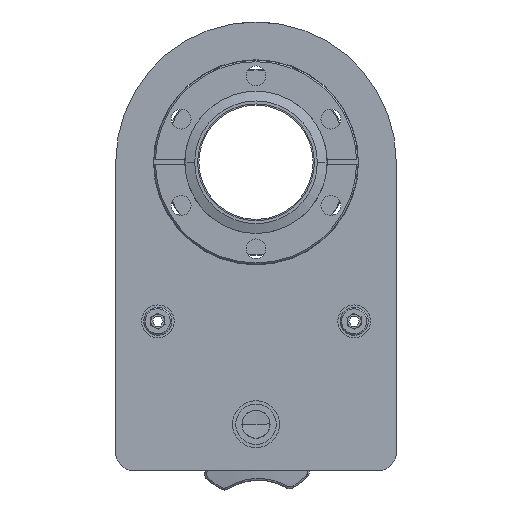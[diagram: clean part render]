
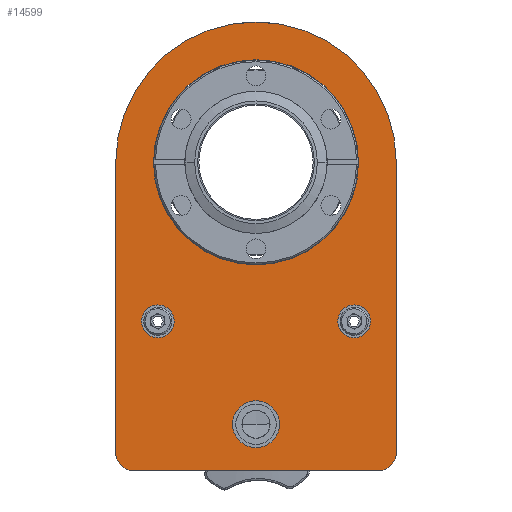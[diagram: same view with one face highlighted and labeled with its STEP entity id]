
A CAD part, front view. The second image highlights one B-rep face of the part: STEP entity #14599.
In plain terms, the highlighted planar face has unit normal (0, -1, 0).
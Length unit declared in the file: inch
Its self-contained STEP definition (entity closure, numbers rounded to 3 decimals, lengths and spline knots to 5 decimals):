
#24 = CARTESIAN_POINT ( 'NONE',  ( 0., 0.209, -3.5 ) ) ;
#83 = DIRECTION ( 'NONE',  ( -1., 0., 0. ) ) ;
#698 = DIRECTION ( 'NONE',  ( 1., 0., 0. ) ) ;
#1219 = ORIENTED_EDGE ( 'NONE', *, *, #7627, .T. ) ;
#1239 = CIRCLE ( 'NONE', #8690, 0.21875 ) ;
#1323 = LINE ( 'NONE', #4139, #13038 ) ;
#1548 = DIRECTION ( 'NONE',  ( -1., 0., 0. ) ) ;
#1852 = AXIS2_PLACEMENT_3D ( 'NONE', #19012, #9833, #698 ) ;
#2323 = CIRCLE ( 'NONE', #12016, 0.25 ) ;
#2544 = VECTOR ( 'NONE', #11139, 39.37008 ) ;
#2556 = DIRECTION ( 'NONE',  ( 0., 1., 0. ) ) ;
#2790 = CARTESIAN_POINT ( 'NONE',  ( 0., 0.209, 0. ) ) ;
#3072 = ORIENTED_EDGE ( 'NONE', *, *, #15081, .F. ) ;
#3149 = EDGE_LOOP ( 'NONE', ( #13827, #3999 ) ) ;
#3284 = CARTESIAN_POINT ( 'NONE',  ( 0., 0.209, -3.5 ) ) ;
#3315 = DIRECTION ( 'NONE',  ( 0., -1., 0. ) ) ;
#3327 = EDGE_CURVE ( 'NONE', #10395, #13860, #17842, .T. ) ;
#3913 = AXIS2_PLACEMENT_3D ( 'NONE', #24, #10683, #1548 ) ;
#3999 = ORIENTED_EDGE ( 'NONE', *, *, #11293, .T. ) ;
#4081 = DIRECTION ( 'NONE',  ( 0., 1., 0. ) ) ;
#4139 = CARTESIAN_POINT ( 'NONE',  ( -1.875, 0.209, 0. ) ) ;
#4149 = ORIENTED_EDGE ( 'NONE', *, *, #18500, .T. ) ;
#4237 = DIRECTION ( 'NONE',  ( 0., -1., 0. ) ) ;
#4369 = EDGE_LOOP ( 'NONE', ( #16282, #6835, #12268, #7955, #4149, #13996 ) ) ;
#4385 = ORIENTED_EDGE ( 'NONE', *, *, #4796, .F. ) ;
#4426 = VERTEX_POINT ( 'NONE', #15773 ) ;
#4539 = EDGE_CURVE ( 'NONE', #19766, #15495, #16548, .T. ) ;
#4618 = DIRECTION ( 'NONE',  ( 0., -1., 0. ) ) ;
#4750 = FACE_BOUND ( 'NONE', #11308, .T. ) ;
#4796 = EDGE_CURVE ( 'NONE', #6757, #6433, #1239, .T. ) ;
#4816 = DIRECTION ( 'NONE',  ( -1., 0., 0. ) ) ;
#5223 = FACE_BOUND ( 'NONE', #15371, .T. ) ;
#5268 = CIRCLE ( 'NONE', #7780, 1.875 ) ;
#5517 = DIRECTION ( 'NONE',  ( -1., 0., 0. ) ) ;
#5555 = PLANE ( 'NONE',  #6253 ) ;
#5761 = DIRECTION ( 'NONE',  ( 1., 0., 0. ) ) ;
#5805 = VECTOR ( 'NONE', #5517, 39.37008 ) ;
#6133 = VERTEX_POINT ( 'NONE', #10577 ) ;
#6143 = DIRECTION ( 'NONE',  ( 1., 0., 0. ) ) ;
#6253 = AXIS2_PLACEMENT_3D ( 'NONE', #13248, #4081, #14768 ) ;
#6433 = VERTEX_POINT ( 'NONE', #18428 ) ;
#6757 = VERTEX_POINT ( 'NONE', #15099 ) ;
#6835 = ORIENTED_EDGE ( 'NONE', *, *, #9274, .T. ) ;
#6857 = DIRECTION ( 'NONE',  ( 0., -1., 0. ) ) ;
#7080 = AXIS2_PLACEMENT_3D ( 'NONE', #3284, #13982, #4816 ) ;
#7091 = CIRCLE ( 'NONE', #3913, 0.313 ) ;
#7092 = DIRECTION ( 'NONE',  ( 0., -1., 0. ) ) ;
#7161 = CARTESIAN_POINT ( 'NONE',  ( 1.37, 0.209, 0. ) ) ;
#7167 = AXIS2_PLACEMENT_3D ( 'NONE', #13780, #4618, #15289 ) ;
#7506 = CARTESIAN_POINT ( 'NONE',  ( 0.313, 0.209, -3.5 ) ) ;
#7520 = CARTESIAN_POINT ( 'NONE',  ( 1.5315, 0.209, -2.125 ) ) ;
#7553 = CIRCLE ( 'NONE', #16072, 0.25 ) ;
#7627 = EDGE_CURVE ( 'NONE', #13860, #10395, #8159, .T. ) ;
#7733 = ORIENTED_EDGE ( 'NONE', *, *, #3327, .T. ) ;
#7780 = AXIS2_PLACEMENT_3D ( 'NONE', #15990, #6857, #17556 ) ;
#7843 = CARTESIAN_POINT ( 'NONE',  ( 1.3125, 0.209, -2.125 ) ) ;
#7955 = ORIENTED_EDGE ( 'NONE', *, *, #15620, .T. ) ;
#8046 = AXIS2_PLACEMENT_3D ( 'NONE', #7843, #7092, #6143 ) ;
#8067 = CARTESIAN_POINT ( 'NONE',  ( 1.875, 0.209, -3.875 ) ) ;
#8159 = CIRCLE ( 'NONE', #15148, 1.37 ) ;
#8280 = EDGE_CURVE ( 'NONE', #10584, #6133, #5268, .T. ) ;
#8690 = AXIS2_PLACEMENT_3D ( 'NONE', #16450, #4237, #5761 ) ;
#8725 = CARTESIAN_POINT ( 'NONE',  ( -1.37, 0.209, 0. ) ) ;
#8813 = FACE_OUTER_BOUND ( 'NONE', #4369, .T. ) ;
#9093 = DIRECTION ( 'NONE',  ( -1., 0., 0. ) ) ;
#9215 = DIRECTION ( 'NONE',  ( 0., 1., 0. ) ) ;
#9274 = EDGE_CURVE ( 'NONE', #17651, #10584, #18828, .T. ) ;
#9289 = FACE_BOUND ( 'NONE', #11393, .T. ) ;
#9833 = DIRECTION ( 'NONE',  ( 0., -1., 0. ) ) ;
#9879 = LINE ( 'NONE', #14662, #5805 ) ;
#10002 = CARTESIAN_POINT ( 'NONE',  ( 1.875, 0.209, 0. ) ) ;
#10055 = CARTESIAN_POINT ( 'NONE',  ( 1.875, 0.209, -3.875 ) ) ;
#10395 = VERTEX_POINT ( 'NONE', #7161 ) ;
#10541 = DIRECTION ( 'NONE',  ( 0., 1., 0. ) ) ;
#10577 = CARTESIAN_POINT ( 'NONE',  ( -1.875, 0.209, 0. ) ) ;
#10584 = VERTEX_POINT ( 'NONE', #10002 ) ;
#10683 = DIRECTION ( 'NONE',  ( 0., 1., 0. ) ) ;
#11139 = DIRECTION ( 'NONE',  ( 0., 0., 1. ) ) ;
#11159 = VERTEX_POINT ( 'NONE', #7506 ) ;
#11293 = EDGE_CURVE ( 'NONE', #11159, #15817, #17268, .T. ) ;
#11308 = EDGE_LOOP ( 'NONE', ( #15515, #12733 ) ) ;
#11393 = EDGE_LOOP ( 'NONE', ( #4385, #3072 ) ) ;
#12016 = AXIS2_PLACEMENT_3D ( 'NONE', #18402, #9215, #83 ) ;
#12268 = ORIENTED_EDGE ( 'NONE', *, *, #8280, .T. ) ;
#12473 = CARTESIAN_POINT ( 'NONE',  ( -1.625, 0.209, -3.875 ) ) ;
#12733 = ORIENTED_EDGE ( 'NONE', *, *, #13084, .F. ) ;
#12883 = FACE_BOUND ( 'NONE', #3149, .T. ) ;
#13038 = VECTOR ( 'NONE', #16417, 39.37008 ) ;
#13084 = EDGE_CURVE ( 'NONE', #15495, #19766, #13268, .T. ) ;
#13248 = CARTESIAN_POINT ( 'NONE',  ( 1.625, 0.209, -3.875 ) ) ;
#13268 = CIRCLE ( 'NONE', #1852, 0.219 ) ;
#13780 = CARTESIAN_POINT ( 'NONE',  ( -1.3125, 0.209, -2.125 ) ) ;
#13827 = ORIENTED_EDGE ( 'NONE', *, *, #17861, .T. ) ;
#13860 = VERTEX_POINT ( 'NONE', #8725 ) ;
#13982 = DIRECTION ( 'NONE',  ( 0., 1., 0. ) ) ;
#13996 = ORIENTED_EDGE ( 'NONE', *, *, #16026, .F. ) ;
#14016 = DIRECTION ( 'NONE',  ( 1., 0., 0. ) ) ;
#14184 = VERTEX_POINT ( 'NONE', #19380 ) ;
#14599 = ADVANCED_FACE ( 'NONE', ( #5223, #8813, #12883, #9289, #4750 ), #5555, .F. ) ;
#14625 = DIRECTION ( 'NONE',  ( -1., 0., 0. ) ) ;
#14662 = CARTESIAN_POINT ( 'NONE',  ( 1.625, 0.209, -4.125 ) ) ;
#14768 = DIRECTION ( 'NONE',  ( -1., 0., 0. ) ) ;
#14830 = EDGE_CURVE ( 'NONE', #17651, #18481, #2323, .T. ) ;
#15081 = EDGE_CURVE ( 'NONE', #6433, #6757, #15690, .T. ) ;
#15099 = CARTESIAN_POINT ( 'NONE',  ( -1.09375, 0.209, -2.125 ) ) ;
#15148 = AXIS2_PLACEMENT_3D ( 'NONE', #2790, #10541, #14625 ) ;
#15289 = DIRECTION ( 'NONE',  ( 1., 0., 0. ) ) ;
#15371 = EDGE_LOOP ( 'NONE', ( #7733, #1219 ) ) ;
#15495 = VERTEX_POINT ( 'NONE', #17656 ) ;
#15515 = ORIENTED_EDGE ( 'NONE', *, *, #4539, .F. ) ;
#15546 = CARTESIAN_POINT ( 'NONE',  ( -0.313, 0.209, -3.5 ) ) ;
#15568 = AXIS2_PLACEMENT_3D ( 'NONE', #17054, #2556, #9093 ) ;
#15620 = EDGE_CURVE ( 'NONE', #6133, #4426, #1323, .T. ) ;
#15690 = CIRCLE ( 'NONE', #7167, 0.21875 ) ;
#15773 = CARTESIAN_POINT ( 'NONE',  ( -1.875, 0.209, -3.875 ) ) ;
#15817 = VERTEX_POINT ( 'NONE', #15546 ) ;
#15990 = CARTESIAN_POINT ( 'NONE',  ( 0., 0.209, 0. ) ) ;
#16026 = EDGE_CURVE ( 'NONE', #18481, #14184, #9879, .T. ) ;
#16072 = AXIS2_PLACEMENT_3D ( 'NONE', #12473, #3315, #14016 ) ;
#16282 = ORIENTED_EDGE ( 'NONE', *, *, #14830, .F. ) ;
#16417 = DIRECTION ( 'NONE',  ( 0., 0., -1. ) ) ;
#16450 = CARTESIAN_POINT ( 'NONE',  ( -1.3125, 0.209, -2.125 ) ) ;
#16548 = CIRCLE ( 'NONE', #8046, 0.219 ) ;
#17054 = CARTESIAN_POINT ( 'NONE',  ( 0., 0.209, 0. ) ) ;
#17268 = CIRCLE ( 'NONE', #7080, 0.313 ) ;
#17556 = DIRECTION ( 'NONE',  ( 1., 0., 0. ) ) ;
#17651 = VERTEX_POINT ( 'NONE', #10055 ) ;
#17656 = CARTESIAN_POINT ( 'NONE',  ( 1.0935, 0.209, -2.125 ) ) ;
#17842 = CIRCLE ( 'NONE', #15568, 1.37 ) ;
#17861 = EDGE_CURVE ( 'NONE', #15817, #11159, #7091, .T. ) ;
#18402 = CARTESIAN_POINT ( 'NONE',  ( 1.625, 0.209, -3.875 ) ) ;
#18428 = CARTESIAN_POINT ( 'NONE',  ( -1.53125, 0.209, -2.125 ) ) ;
#18481 = VERTEX_POINT ( 'NONE', #18517 ) ;
#18500 = EDGE_CURVE ( 'NONE', #4426, #14184, #7553, .T. ) ;
#18517 = CARTESIAN_POINT ( 'NONE',  ( 1.625, 0.209, -4.125 ) ) ;
#18828 = LINE ( 'NONE', #8067, #2544 ) ;
#19012 = CARTESIAN_POINT ( 'NONE',  ( 1.3125, 0.209, -2.125 ) ) ;
#19380 = CARTESIAN_POINT ( 'NONE',  ( -1.625, 0.209, -4.125 ) ) ;
#19766 = VERTEX_POINT ( 'NONE', #7520 ) ;
